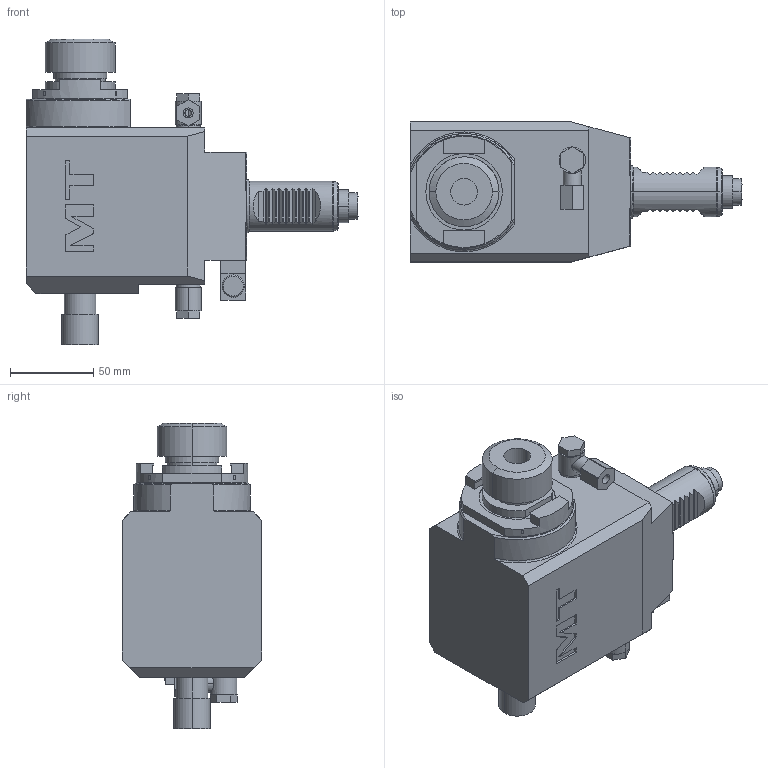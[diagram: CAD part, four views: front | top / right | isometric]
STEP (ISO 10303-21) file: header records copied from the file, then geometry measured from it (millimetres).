
FILE_DESCRIPTION((''),'2;1');
FILE_NAME('SAU0950125_CONF','2025-01-17T16:05:42',('fpalella'),('M.T. srl'),'CREO PARAMETRIC BY PTC INC, 2023352','CREO PARAMETRIC BY PTC INC, 2023352','');
FILE_SCHEMA(('CONFIG_CONTROL_DESIGN'));
Length unit declared in the file: millimetre
Products named in the file (1): SAU0950125_CONF
Bounding box: 199.5 x 84 x 183.71 mm (x, y, z)
Volume: 1167827.3 mm3; surface area: 94836.1 mm2
Topology: 1 solids, 1 shells, 409 faces, 1041 edges, 674 vertices
Faces by surface type: plane 243, cylinder 116, cone 32, torus 14, extrusion 4
Entity records: 13723 total; most frequent: CARTESIAN_POINT 3824, ORIENTED_EDGE 2074, DIRECTION 1985, EDGE_CURVE 1037, AXIS2_PLACEMENT_3D 687, VERTEX_POINT 674, VECTOR 611, LINE 607
